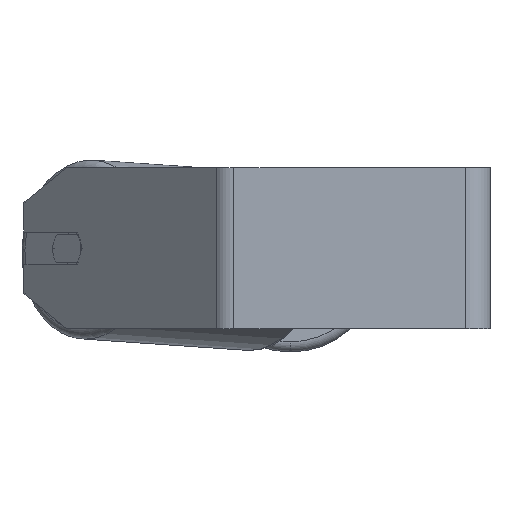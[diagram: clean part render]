
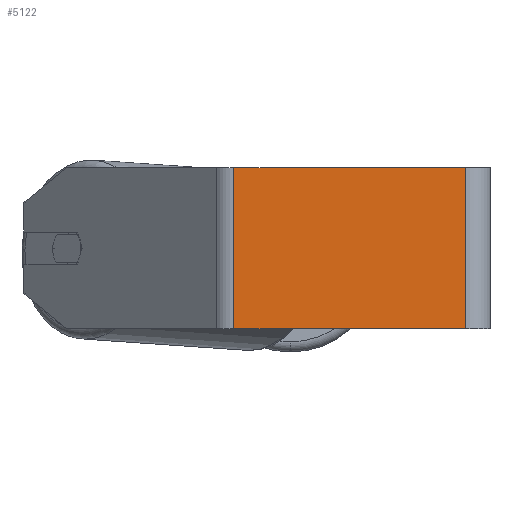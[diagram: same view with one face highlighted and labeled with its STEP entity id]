
A CAD part, left-side view. The second image highlights one B-rep face of the part: STEP entity #5122.
In plain terms, the highlighted planar face has unit normal (-1, 0, 0).
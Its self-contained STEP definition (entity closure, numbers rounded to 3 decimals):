
#166 = DIRECTION ( 'NONE',  ( 0., 0., -1. ) ) ;
#297 = CARTESIAN_POINT ( 'NONE',  ( -275., 127.076, 40. ) ) ;
#372 = ORIENTED_EDGE ( 'NONE', *, *, #7966, .T. ) ;
#672 = EDGE_CURVE ( 'NONE', #8184, #699, #1045, .T. ) ;
#699 = VERTEX_POINT ( 'NONE', #6334 ) ;
#925 = FACE_OUTER_BOUND ( 'NONE', #5107, .T. ) ;
#1020 = ORIENTED_EDGE ( 'NONE', *, *, #672, .F. ) ;
#1045 = LINE ( 'NONE', #3030, #5145 ) ;
#1211 = AXIS2_PLACEMENT_3D ( 'NONE', #4137, #6727, #1433 ) ;
#1235 = VECTOR ( 'NONE', #3105, 1000. ) ;
#1433 = DIRECTION ( 'NONE',  ( 0., 0., -1. ) ) ;
#1668 = VERTEX_POINT ( 'NONE', #2787 ) ;
#2787 = CARTESIAN_POINT ( 'NONE',  ( -275., 127.076, -40. ) ) ;
#3030 = CARTESIAN_POINT ( 'NONE',  ( -275., 132.046, 40. ) ) ;
#3105 = DIRECTION ( 'NONE',  ( 0., 0., -1. ) ) ;
#3174 = DIRECTION ( 'NONE',  ( 0., -1., 0. ) ) ;
#3230 = CARTESIAN_POINT ( 'NONE',  ( -275., 12., 40. ) ) ;
#3657 = CARTESIAN_POINT ( 'NONE',  ( -275., 12., -40. ) ) ;
#3665 = DIRECTION ( 'NONE',  ( 0., -1., 0. ) ) ;
#4108 = VERTEX_POINT ( 'NONE', #3657 ) ;
#4137 = CARTESIAN_POINT ( 'NONE',  ( -275., 132.046, 40. ) ) ;
#4433 = LINE ( 'NONE', #6308, #7866 ) ;
#4734 = LINE ( 'NONE', #7830, #5732 ) ;
#4954 = EDGE_CURVE ( 'NONE', #1668, #4108, #4433, .T. ) ;
#5107 = EDGE_LOOP ( 'NONE', ( #6477, #6462, #1020, #372 ) ) ;
#5122 = ADVANCED_FACE ( 'NONE', ( #925 ), #7949, .F. ) ;
#5145 = VECTOR ( 'NONE', #3665, 1000. ) ;
#5732 = VECTOR ( 'NONE', #166, 1000. ) ;
#6308 = CARTESIAN_POINT ( 'NONE',  ( -275., 132.046, -40. ) ) ;
#6334 = CARTESIAN_POINT ( 'NONE',  ( -275., 12., 40. ) ) ;
#6462 = ORIENTED_EDGE ( 'NONE', *, *, #6943, .F. ) ;
#6477 = ORIENTED_EDGE ( 'NONE', *, *, #4954, .T. ) ;
#6727 = DIRECTION ( 'NONE',  ( 1., 0., 0. ) ) ;
#6848 = LINE ( 'NONE', #3230, #1235 ) ;
#6943 = EDGE_CURVE ( 'NONE', #699, #4108, #6848, .T. ) ;
#7830 = CARTESIAN_POINT ( 'NONE',  ( -275., 127.076, 40. ) ) ;
#7866 = VECTOR ( 'NONE', #3174, 1000. ) ;
#7949 = PLANE ( 'NONE',  #1211 ) ;
#7966 = EDGE_CURVE ( 'NONE', #8184, #1668, #4734, .T. ) ;
#8184 = VERTEX_POINT ( 'NONE', #297 ) ;
